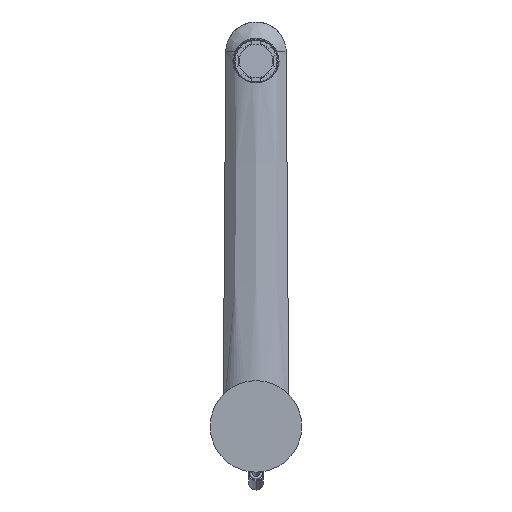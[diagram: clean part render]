
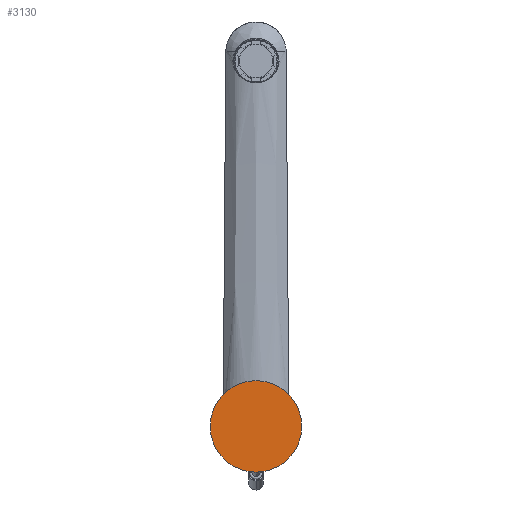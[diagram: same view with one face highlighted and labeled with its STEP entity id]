
A CAD part, front view. The second image highlights one B-rep face of the part: STEP entity #3130.
In plain terms, the highlighted planar face has unit normal (0, -1, 0).
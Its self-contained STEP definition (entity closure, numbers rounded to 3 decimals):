
#1015=CARTESIAN_POINT('',(0.,-3.7,0.));
#1016=DIRECTION('',(0.,1.,0.));
#1017=DIRECTION('',(1.,0.,0.));
#1018=AXIS2_PLACEMENT_3D('',#1015,#1016,#1017);
#1020=CARTESIAN_POINT('',(0.,-3.7,0.));
#1021=DIRECTION('',(0.,-1.,0.));
#1022=DIRECTION('',(1.,0.,0.));
#1023=AXIS2_PLACEMENT_3D('',#1020,#1021,#1022);
#2174=CARTESIAN_POINT('',(25.,-3.7,0.));
#2176=VERTEX_POINT('',#2174);
#2178=CARTESIAN_POINT('',(-25.,-3.7,0.));
#2180=VERTEX_POINT('',#2178);
#3121=CARTESIAN_POINT('',(0.,-3.7,0.));
#3122=DIRECTION('',(0.,-1.,0.));
#3123=DIRECTION('',(0.,0.,-1.));
#3124=AXIS2_PLACEMENT_3D('',#3121,#3122,#3123);
#3125=PLANE('',#3124);
#3126=ORIENTED_EDGE('',*,*,#3107,.F.);
#3127=ORIENTED_EDGE('',*,*,#3089,.T.);
#3128=EDGE_LOOP('',(#3126,#3127));
#3129=FACE_OUTER_BOUND('',#3128,.F.);
#3130=ADVANCED_FACE('',(#3129),#3125,.T.);
#1019=CIRCLE('',#1018,25.);
#1024=CIRCLE('',#1023,25.);
#3089=EDGE_CURVE('',#2176,#2180,#1019,.T.);
#3107=EDGE_CURVE('',#2176,#2180,#1024,.T.);
